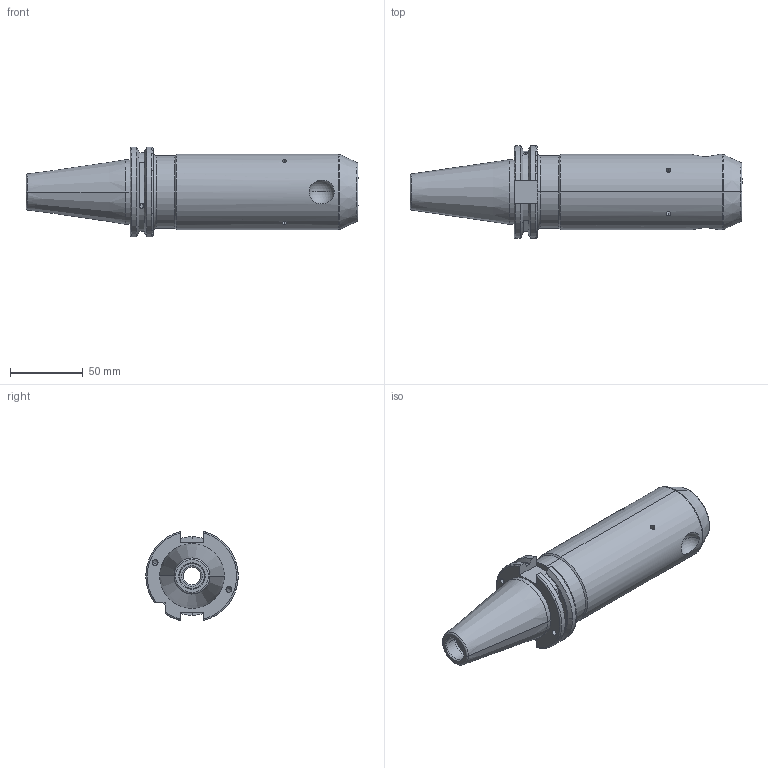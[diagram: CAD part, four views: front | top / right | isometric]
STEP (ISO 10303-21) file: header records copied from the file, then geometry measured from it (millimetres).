
FILE_DESCRIPTION (( 'STEP AP203' ), '1' );
FILE_NAME ('91406-WK220160.STEP', '2019-11-29T04:53:43', ( '' ), ( '' ), 'SwSTEP 2.0', 'SolidWorks 2018', '' );
FILE_SCHEMA (( 'CONFIG_CONTROL_DESIGN' ));
Length unit declared in the file: millimetre
Products named in the file (1): 91406-WK220160
Bounding box: 228.4 x 63.55 x 61.48 mm (x, y, z)
Volume: 357101.6 mm3; surface area: 53599.4 mm2
Topology: 1 solids, 1 shells, 170 faces, 421 edges, 262 vertices
Faces by surface type: cylinder 80, plane 44, cone 22, torus 18, bspline 4, sphere 2
Entity records: 6119 total; most frequent: CARTESIAN_POINT 2090, ORIENTED_EDGE 842, DIRECTION 810, EDGE_CURVE 421, AXIS2_PLACEMENT_3D 328, VERTEX_POINT 262, EDGE_LOOP 207, ADVANCED_FACE 170
